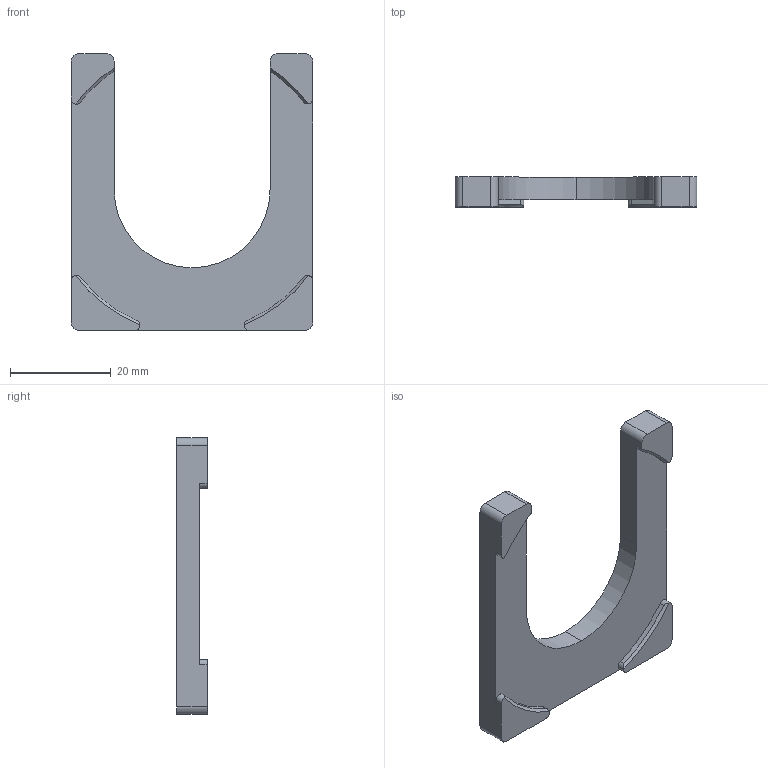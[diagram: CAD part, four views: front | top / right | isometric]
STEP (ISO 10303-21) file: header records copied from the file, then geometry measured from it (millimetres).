
FILE_DESCRIPTION (( 'STEP AP214' ), '1' );
FILE_NAME ('iris-tplate.STEP', '2023-11-10T07:51:27', ( '' ), ( '' ), 'SwSTEP 2.0', 'SolidWorks 2022', '' );
FILE_SCHEMA (( 'AUTOMOTIVE_DESIGN' ));
Length unit declared in the file: millimetre
Products named in the file (1): iris-tplate
Bounding box: 48 x 6 x 55 mm (x, y, z)
Volume: 6728.4 mm3; surface area: 4396.7 mm2
Topology: 1 solids, 1 shells, 47 faces, 131 edges, 84 vertices
Faces by surface type: cylinder 26, plane 13, cone 8
Entity records: 1615 total; most frequent: CARTESIAN_POINT 323, DIRECTION 263, ORIENTED_EDGE 254, EDGE_CURVE 127, AXIS2_PLACEMENT_3D 100, VERTEX_POINT 84, LINE 63, VECTOR 63
